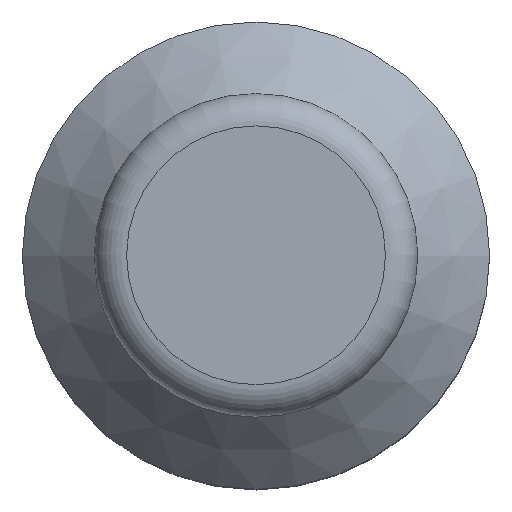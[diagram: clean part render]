
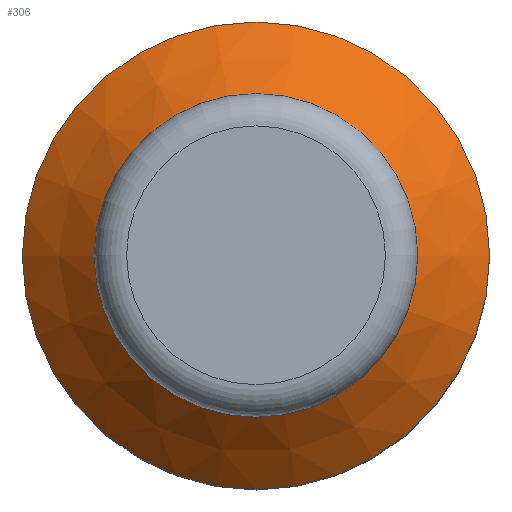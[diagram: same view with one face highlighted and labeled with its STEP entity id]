
A CAD part, top view. The second image highlights one B-rep face of the part: STEP entity #306.
In plain terms, the highlighted conical face has half-angle 45 degrees and reference radius 4.5 mm.
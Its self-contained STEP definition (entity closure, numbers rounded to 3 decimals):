
#20=CONICAL_SURFACE('',#331,4.5,0.785);
#37=ORIENTED_EDGE('',*,*,#67,.F.);
#38=ORIENTED_EDGE('',*,*,#66,.T.);
#66=EDGE_CURVE('',#82,#82,#98,.T.);
#67=EDGE_CURVE('',#83,#83,#99,.T.);
#82=VERTEX_POINT('',#435);
#83=VERTEX_POINT('',#438);
#98=CIRCLE('',#330,4.5);
#99=CIRCLE('',#332,6.5);
#117=EDGE_LOOP('',(#37));
#118=EDGE_LOOP('',(#38));
#149=FACE_BOUND('',#117,.T.);
#150=FACE_BOUND('',#118,.T.);
#306=ADVANCED_FACE('',(#149,#150),#20,.T.);
#330=AXIS2_PLACEMENT_3D('',#434,#370,#371);
#331=AXIS2_PLACEMENT_3D('',#436,#372,#373);
#332=AXIS2_PLACEMENT_3D('',#437,#374,#375);
#370=DIRECTION('',(0.,0.,-1.));
#371=DIRECTION('',(-1.,0.,0.));
#372=DIRECTION('',(0.,0.,-1.));
#373=DIRECTION('',(-1.,0.,0.));
#374=DIRECTION('',(0.,0.,-1.));
#375=DIRECTION('',(-1.,0.,0.));
#434=CARTESIAN_POINT('',(0.,0.,-3.7));
#435=CARTESIAN_POINT('',(-4.5,0.,-3.7));
#436=CARTESIAN_POINT('',(0.,0.,-3.7));
#437=CARTESIAN_POINT('',(0.,0.,-5.7));
#438=CARTESIAN_POINT('',(-6.5,0.,-5.7));
